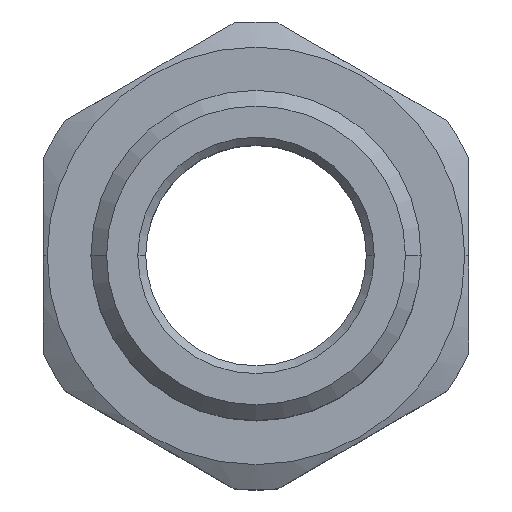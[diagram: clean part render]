
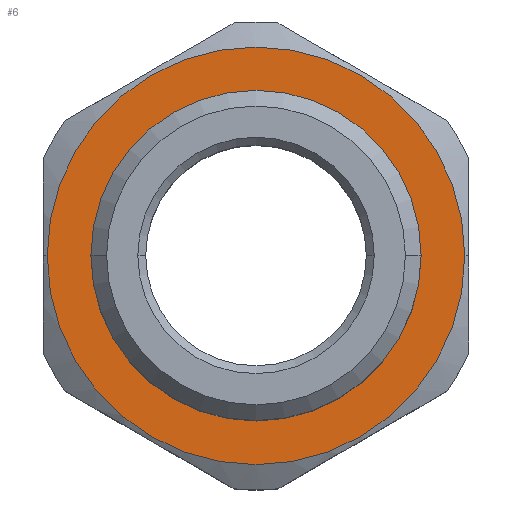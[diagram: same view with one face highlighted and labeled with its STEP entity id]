
A CAD part, top view. The second image highlights one B-rep face of the part: STEP entity #6.
In plain terms, the highlighted planar face has unit normal (0, 0, 1).
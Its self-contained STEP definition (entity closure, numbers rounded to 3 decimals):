
#6 = ADVANCED_FACE ( 'NONE', ( #976, #82 ), #335, .F. ) ;
#53 = CIRCLE ( 'NONE', #551, 10.48 ) ;
#82 = FACE_BOUND ( 'NONE', #235, .T. ) ;
#106 = ORIENTED_EDGE ( 'NONE', *, *, #1375, .T. ) ;
#200 = CARTESIAN_POINT ( 'NONE',  ( 0., 0., 19.7 ) ) ;
#231 = EDGE_CURVE ( 'NONE', #842, #822, #1020, .T. ) ;
#235 = EDGE_LOOP ( 'NONE', ( #106, #484 ) ) ;
#274 = CARTESIAN_POINT ( 'NONE',  ( -13.25, 0., 19.7 ) ) ;
#281 = DIRECTION ( 'NONE',  ( 0., 1., 0. ) ) ;
#335 = PLANE ( 'NONE',  #587 ) ;
#431 = DIRECTION ( 'NONE',  ( 0., 0., -1. ) ) ;
#441 = CARTESIAN_POINT ( 'NONE',  ( 0., 10.48, 19.7 ) ) ;
#462 = CARTESIAN_POINT ( 'NONE',  ( 0., 0., 19.7 ) ) ;
#484 = ORIENTED_EDGE ( 'NONE', *, *, #1104, .T. ) ;
#512 = DIRECTION ( 'NONE',  ( 0., 0., -1. ) ) ;
#546 = DIRECTION ( 'NONE',  ( -1., 0., 0. ) ) ;
#551 = AXIS2_PLACEMENT_3D ( 'NONE', #200, #648, #652 ) ;
#587 = AXIS2_PLACEMENT_3D ( 'NONE', #441, #1248, #546 ) ;
#648 = DIRECTION ( 'NONE',  ( 0., 0., -1. ) ) ;
#650 = DIRECTION ( 'NONE',  ( -1., 0., 0. ) ) ;
#652 = DIRECTION ( 'NONE',  ( 0., 1., 0. ) ) ;
#702 = DIRECTION ( 'NONE',  ( -1., 0., 0. ) ) ;
#703 = EDGE_CURVE ( 'NONE', #822, #842, #1035, .T. ) ;
#705 = CIRCLE ( 'NONE', #1328, 10.48 ) ;
#812 = ORIENTED_EDGE ( 'NONE', *, *, #231, .F. ) ;
#822 = VERTEX_POINT ( 'NONE', #1074 ) ;
#827 = ORIENTED_EDGE ( 'NONE', *, *, #703, .F. ) ;
#842 = VERTEX_POINT ( 'NONE', #274 ) ;
#861 = CARTESIAN_POINT ( 'NONE',  ( 0., 0., 19.7 ) ) ;
#960 = CARTESIAN_POINT ( 'NONE',  ( 0., -10.48, 19.7 ) ) ;
#971 = CARTESIAN_POINT ( 'NONE',  ( 0., 10.48, 19.7 ) ) ;
#976 = FACE_OUTER_BOUND ( 'NONE', #1466, .T. ) ;
#1020 = CIRCLE ( 'NONE', #1150, 13.25 ) ;
#1024 = VERTEX_POINT ( 'NONE', #971 ) ;
#1035 = CIRCLE ( 'NONE', #1409, 13.25 ) ;
#1074 = CARTESIAN_POINT ( 'NONE',  ( 13.25, 0., 19.7 ) ) ;
#1104 = EDGE_CURVE ( 'NONE', #1382, #1024, #53, .T. ) ;
#1150 = AXIS2_PLACEMENT_3D ( 'NONE', #861, #431, #650 ) ;
#1248 = DIRECTION ( 'NONE',  ( 0., 0., -1. ) ) ;
#1267 = CARTESIAN_POINT ( 'NONE',  ( 0., 0., 19.7 ) ) ;
#1328 = AXIS2_PLACEMENT_3D ( 'NONE', #1267, #512, #281 ) ;
#1375 = EDGE_CURVE ( 'NONE', #1024, #1382, #705, .T. ) ;
#1382 = VERTEX_POINT ( 'NONE', #960 ) ;
#1395 = DIRECTION ( 'NONE',  ( 0., 0., -1. ) ) ;
#1409 = AXIS2_PLACEMENT_3D ( 'NONE', #462, #1395, #702 ) ;
#1466 = EDGE_LOOP ( 'NONE', ( #812, #827 ) ) ;
